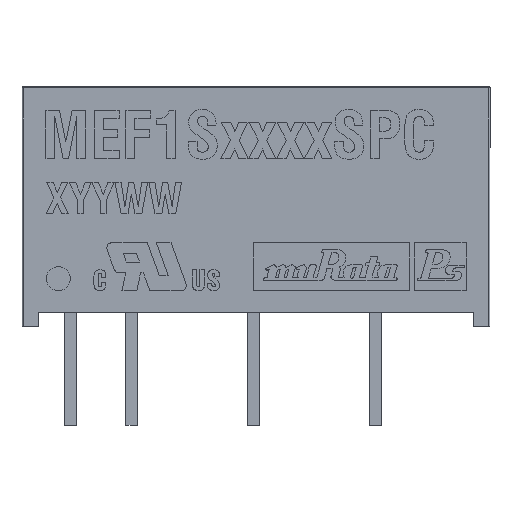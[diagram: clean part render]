
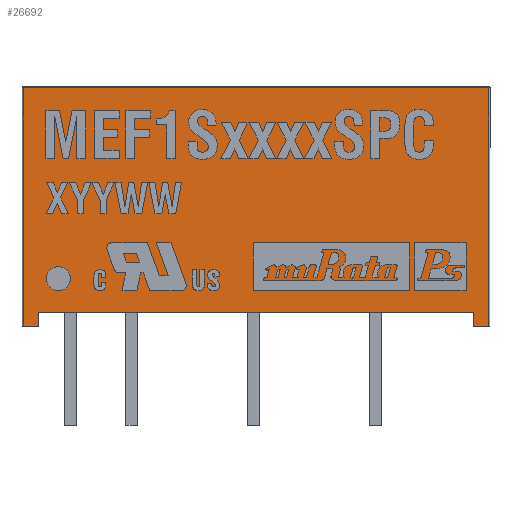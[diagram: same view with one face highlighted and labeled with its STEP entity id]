
A CAD part, top view. The second image highlights one B-rep face of the part: STEP entity #26692.
In plain terms, the highlighted planar face has unit normal (0, 0, 1).
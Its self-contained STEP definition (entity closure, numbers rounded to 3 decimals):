
#671 = VERTEX_POINT ( 'NONE', #4914 ) ;
#2457 = LINE ( 'NONE', #29005, #3254 ) ;
#3088 = VECTOR ( 'NONE', #29057, 1000. ) ;
#3254 = VECTOR ( 'NONE', #15983, 1000. ) ;
#4318 = EDGE_CURVE ( 'NONE', #671, #29263, #2457, .T. ) ;
#4648 = VECTOR ( 'NONE', #20344, 1000. ) ;
#4914 = CARTESIAN_POINT ( 'NONE',  ( 16.77, 4.7, 4.75 ) ) ;
#5314 = CARTESIAN_POINT ( 'NONE',  ( -1.98, 14.05, 4.75 ) ) ;
#6770 = EDGE_LOOP ( 'NONE', ( #16706, #19228, #9750, #19736, #27116, #30324, #18009, #20907 ) ) ;
#7428 = CARTESIAN_POINT ( 'NONE',  ( -2.03, 14.05, 4.75 ) ) ;
#7595 = VECTOR ( 'NONE', #30491, 1000. ) ;
#7772 = EDGE_CURVE ( 'NONE', #20148, #13902, #23969, .T. ) ;
#7859 = CARTESIAN_POINT ( 'NONE',  ( -1.33, 4.7, 4.75 ) ) ;
#8017 = CARTESIAN_POINT ( 'NONE',  ( -1.98, 4.1, 4.75 ) ) ;
#8409 = DIRECTION ( 'NONE',  ( 0., 0., -1. ) ) ;
#8885 = EDGE_CURVE ( 'NONE', #30729, #26616, #28271, .T. ) ;
#9750 = ORIENTED_EDGE ( 'NONE', *, *, #11586, .T. ) ;
#9770 = DIRECTION ( 'NONE',  ( 0., -1., 0. ) ) ;
#9814 = CARTESIAN_POINT ( 'NONE',  ( 17.42, 4.1, 4.75 ) ) ;
#10227 = CARTESIAN_POINT ( 'NONE',  ( -1.33, 4.1, 4.75 ) ) ;
#10527 = DIRECTION ( 'NONE',  ( 1., 0., 0. ) ) ;
#10675 = CARTESIAN_POINT ( 'NONE',  ( -2.03, 4.1, 4.75 ) ) ;
#11586 = EDGE_CURVE ( 'NONE', #26616, #20148, #11650, .T. ) ;
#11650 = LINE ( 'NONE', #7428, #4648 ) ;
#12376 = FACE_OUTER_BOUND ( 'NONE', #6770, .T. ) ;
#12387 = CARTESIAN_POINT ( 'NONE',  ( -1.33, 4.7, 4.75 ) ) ;
#13902 = VERTEX_POINT ( 'NONE', #8017 ) ;
#14164 = VECTOR ( 'NONE', #10527, 1000. ) ;
#14371 = EDGE_CURVE ( 'NONE', #27602, #671, #21279, .T. ) ;
#15983 = DIRECTION ( 'NONE',  ( 0., -1., 0. ) ) ;
#16089 = CARTESIAN_POINT ( 'NONE',  ( 17.42, 14.05, 4.75 ) ) ;
#16151 = VECTOR ( 'NONE', #9770, 1000. ) ;
#16706 = ORIENTED_EDGE ( 'NONE', *, *, #25171, .F. ) ;
#17056 = VECTOR ( 'NONE', #25998, 1000. ) ;
#17133 = LINE ( 'NONE', #10675, #3088 ) ;
#18009 = ORIENTED_EDGE ( 'NONE', *, *, #14371, .T. ) ;
#18662 = VERTEX_POINT ( 'NONE', #22102 ) ;
#19228 = ORIENTED_EDGE ( 'NONE', *, *, #8885, .T. ) ;
#19736 = ORIENTED_EDGE ( 'NONE', *, *, #7772, .T. ) ;
#20148 = VERTEX_POINT ( 'NONE', #5314 ) ;
#20344 = DIRECTION ( 'NONE',  ( -1., 0., 0. ) ) ;
#20907 = ORIENTED_EDGE ( 'NONE', *, *, #4318, .T. ) ;
#21279 = LINE ( 'NONE', #7859, #14164 ) ;
#21435 = VECTOR ( 'NONE', #25985, 1000. ) ;
#21562 = PLANE ( 'NONE',  #31192 ) ;
#22102 = CARTESIAN_POINT ( 'NONE',  ( -1.33, 4.1, 4.75 ) ) ;
#23969 = LINE ( 'NONE', #30778, #16151 ) ;
#24074 = LINE ( 'NONE', #10227, #17056 ) ;
#24249 = CARTESIAN_POINT ( 'NONE',  ( -2.03, 4.1, 4.75 ) ) ;
#25171 = EDGE_CURVE ( 'NONE', #30729, #29263, #17133, .T. ) ;
#25621 = EDGE_CURVE ( 'NONE', #18662, #27602, #24074, .T. ) ;
#25985 = DIRECTION ( 'NONE',  ( 0., 1., 0. ) ) ;
#25998 = DIRECTION ( 'NONE',  ( 0., 1., 0. ) ) ;
#26616 = VERTEX_POINT ( 'NONE', #16089 ) ;
#26692 = ADVANCED_FACE ( 'NONE', ( #12376 ), #21562, .F. ) ;
#26818 = DIRECTION ( 'NONE',  ( 1., 0., 0. ) ) ;
#27116 = ORIENTED_EDGE ( 'NONE', *, *, #32880, .F. ) ;
#27602 = VERTEX_POINT ( 'NONE', #12387 ) ;
#27846 = CARTESIAN_POINT ( 'NONE',  ( -2.03, 4.1, 4.75 ) ) ;
#28271 = LINE ( 'NONE', #9814, #21435 ) ;
#28586 = LINE ( 'NONE', #27846, #7595 ) ;
#29005 = CARTESIAN_POINT ( 'NONE',  ( 16.77, 4.1, 4.75 ) ) ;
#29057 = DIRECTION ( 'NONE',  ( -1., 0., 0. ) ) ;
#29263 = VERTEX_POINT ( 'NONE', #31287 ) ;
#30324 = ORIENTED_EDGE ( 'NONE', *, *, #25621, .T. ) ;
#30491 = DIRECTION ( 'NONE',  ( -1., 0., 0. ) ) ;
#30729 = VERTEX_POINT ( 'NONE', #33690 ) ;
#30778 = CARTESIAN_POINT ( 'NONE',  ( -1.98, 4.1, 4.75 ) ) ;
#31192 = AXIS2_PLACEMENT_3D ( 'NONE', #24249, #8409, #26818 ) ;
#31287 = CARTESIAN_POINT ( 'NONE',  ( 16.77, 4.1, 4.75 ) ) ;
#32880 = EDGE_CURVE ( 'NONE', #18662, #13902, #28586, .T. ) ;
#33690 = CARTESIAN_POINT ( 'NONE',  ( 17.42, 4.1, 4.75 ) ) ;
